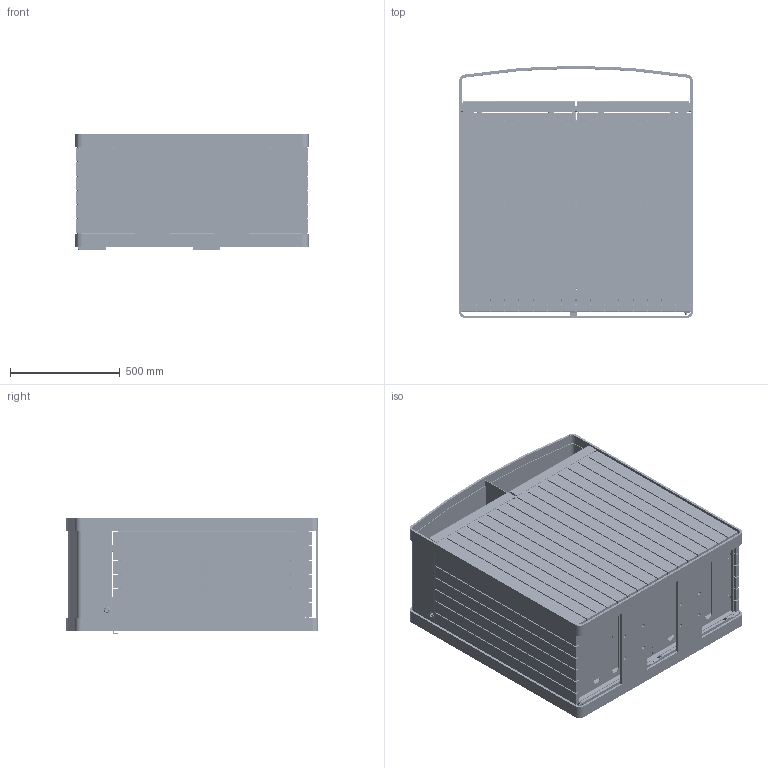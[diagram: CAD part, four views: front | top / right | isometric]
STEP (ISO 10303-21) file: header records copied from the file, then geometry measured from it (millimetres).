
FILE_DESCRIPTION (( 'STEP AP203' ), '1' );
FILE_NAME ('STLB.100WS2.W.STEP', '2021-02-23T08:04:37', ( '' ), ( '' ), 'SwSTEP 2.0', 'SolidWorks 2020', '' );
FILE_SCHEMA (( 'CONFIG_CONTROL_DESIGN' ));
Length unit declared in the file: millimetre
Products named in the file (90): STLB.WS Frame Lock Connect; STLB.W Side Frame; STLB Door Axle Mount; STLB.W-Door Hinge side; STLB Frame Bottom Reinf; STLB.100.W Door Frame; STLB Frame Lock Pin Slide Plate; STLB.100 Garbage; STLB Lock Pos pin; STLB.100WS2 Frame; STLB.W Door lock; hex screw gradeab_iso_ISO 4017 - M5 x 12-N; STLB Frame Lock Offset; STLB.W Door Pos.; STLB.100.W Door_Door 1; STLB.W Door Handle; hex screw gradeab_iso_ISO 4017 - M5 x 16-N; STLB.100WS2-Frame Bottom; socket set screw flat point_iso_ISO 4026 - M6 x 8-N; STLB.100 Trash Insert; Bush-PA 6x8x10x10x2 DIN1494; STLB IPS Lock 8mm triangle; STLB Frame Back Panel connect; PE Spacer 15x2.5x8.2.; STLB Lock Axle Holder; STLB Frame Panel Connect; STLB Frame Lock End; STLB.100-Insert Side2; STLB.100WS2-Frame Back Strip; Handle FOB NINGBO; slotted pan shoulder screw_din_DIN 923 - M5 x 12 --- 7N; _1-100-2; STLB Axle; STLB.100WS2- Frame Outside Strip; STLB.100WS2.W Back strip; socket countersunk head screw_iso_ISO 10642 - M5 x 30 - 30N; hex nut style 1 gradeab_iso_ISO - 4032 - M5 - W - N; STLB Frame Glide plate Left; STLB Casette; STLB.W-Side Strip ...
Assembly tree (322 placements, depth 4):
  STLB.100WS2.W
    STLB.100WS2 Frame Assembly_Closed
      STLB.100WS2 Frame
        STLB.100WS2- Frame Outside Strip  x4
        STLB.100WS2-Frame Outside TopStrip  x2
        STLB.100WS2-Frame Top plate
        STLB.100WS2-Frame Bottom
        STLB.100WS2-Frame Front Strip
        STLB Frame Bottom Reinf  x4
        STLB.100WS2-Frame Back Strip
        STLB Frame Lock Offset
        STLB.WS Frame Lock Connect
        STLB Frame Lock End
        STLB Frame Panel Connect  x3
        STLB Frame Back Panel connect  x4
        STLB Frame Trash insert connect  x4
        STLB Frame Glide plate Left
        STLB Frame Glide plate Right
        STLB.WS-Frame Bottom Strip  x2
        STLB.WS-Frame Lock Connect Mid
        STLB.WS-Frame Glide plate Mid
        STLB.WS-Frame Hinge reinf
        STLB.100WS2 Devider
        STLB Frame Axle holder
      STLB Axle
        STLB Door Axle
        STLB Door Axle Mount
      slotted pan shoulder screw_din_DIN 923 - M5 x 12 --- 7N  x14
      PE Spacer 15x2.5x8.2.  x27
      Bush-PA 6x8x10x10x2 DIN1494  x6
      hex screw gradeab_iso_ISO 4017 - M5 x 16-N  x3
      plain washer normal grade a_iso_Washer ISO 7089 - 5  x22
      hex screw gradeab_iso_ISO 4017 - M5 x 12-N  x11
      socket set screw flat point_iso_ISO 4026 - M6 x 8-N  x6
      STLB Lock Axle Holder  x4
      STLB.70S2-Lock Axle
      STLB Lock Arm2  x2
      Adjusting Ring DIN 705A Inox A1  x6
      STLB Lock Arm  x2
      socket countersunk head screw_iso_ISO 10642 - M5 x 30 - 30N  x8
      STLB Casette
        STLB Cas Lock strip
        STLB Lock Pin  x2
      STLB Axle
        STLB Door Axle
        STLB Door Axle Mount
      STLB Casette
        STLB Cas Lock strip
        STLB Lock Pin  x2
      STLB Lock Pos pin
        STLB Frame Lock Pin Slide Plate
        STLB Frame Lock Pin Slide
      socket countersunk head screw_iso_ISO 10642 - M5 x 12 - 12N  x4
      STLB Lock Pos pin
        STLB Frame Lock Pin Slide Plate
        STLB Frame Lock Pin Slide
      STLB IPS Lock 8mm triangle
        _1-100-1-1
        _1-100-2
      STLB IPS Lock 8mm triangle
Bounding box: 1065 x 1150 x 530 mm (x, y, z)
Volume: 69463226 mm3; surface area: 21872176.7 mm2
Topology: 300 solids, 300 shells, 7407 faces, 17901 edges, 11120 vertices
Faces by surface type: plane 3903, cylinder 2379, cone 888, torus 176, bspline 61
Entity records: 91912 total; most frequent: CARTESIAN_POINT 14240, DIRECTION 13344, ORIENTED_EDGE 12398, EDGE_CURVE 6199, AXIS2_PLACEMENT_3D 4536, LINE 4272, VECTOR 4272, VERTEX_POINT 3913
